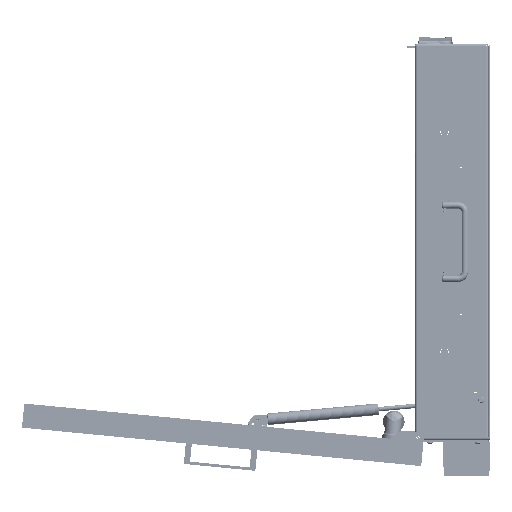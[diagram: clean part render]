
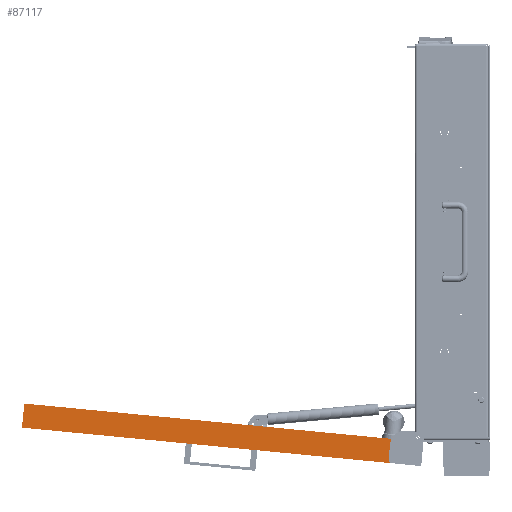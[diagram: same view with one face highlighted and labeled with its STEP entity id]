
A CAD part, left-side view. The second image highlights one B-rep face of the part: STEP entity #87117.
In plain terms, the highlighted planar face has unit normal (-1, 0, 0).
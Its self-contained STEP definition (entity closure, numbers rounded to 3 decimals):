
#2218 = CARTESIAN_POINT ( 'NONE',  ( -327.5, 33., -273. ) ) ;
#2255 = DIRECTION ( 'NONE',  ( 0., 0., -1. ) ) ;
#4820 = CIRCLE ( 'NONE', #25450, 5. ) ;
#4986 = DIRECTION ( 'NONE',  ( 0., 1., 0. ) ) ;
#6065 = ORIENTED_EDGE ( 'NONE', *, *, #68259, .F. ) ;
#7376 = VERTEX_POINT ( 'NONE', #42174 ) ;
#7394 = VECTOR ( 'NONE', #68637, 1000. ) ;
#7656 = DIRECTION ( 'NONE',  ( 0., 0., -1. ) ) ;
#10895 = CARTESIAN_POINT ( 'NONE',  ( -327.5, 33., 273. ) ) ;
#15885 = EDGE_CURVE ( 'NONE', #26519, #30757, #74059, .T. ) ;
#18198 = PLANE ( 'NONE',  #48091 ) ;
#22080 = ORIENTED_EDGE ( 'NONE', *, *, #55324, .F. ) ;
#22773 = VERTEX_POINT ( 'NONE', #43803 ) ;
#24815 = VECTOR ( 'NONE', #86798, 1000. ) ;
#25075 = CARTESIAN_POINT ( 'NONE',  ( -327.5, 0., -273. ) ) ;
#25450 = AXIS2_PLACEMENT_3D ( 'NONE', #78329, #58462, #7656 ) ;
#26519 = VERTEX_POINT ( 'NONE', #73288 ) ;
#27007 = VECTOR ( 'NONE', #4986, 1000. ) ;
#28808 = VERTEX_POINT ( 'NONE', #46818 ) ;
#30757 = VERTEX_POINT ( 'NONE', #34269 ) ;
#34269 = CARTESIAN_POINT ( 'NONE',  ( -327.5, 0., 273. ) ) ;
#38601 = VECTOR ( 'NONE', #45425, 1000. ) ;
#39014 = FACE_OUTER_BOUND ( 'NONE', #56523, .T. ) ;
#41086 = CIRCLE ( 'NONE', #67672, 20. ) ;
#42174 = CARTESIAN_POINT ( 'NONE',  ( -327.5, 28., -228. ) ) ;
#42703 = ORIENTED_EDGE ( 'NONE', *, *, #84244, .T. ) ;
#43354 = LINE ( 'NONE', #2218, #24815 ) ;
#43466 = ORIENTED_EDGE ( 'NONE', *, *, #15885, .T. ) ;
#43803 = CARTESIAN_POINT ( 'NONE',  ( -327.5, 7., -228. ) ) ;
#44045 = EDGE_CURVE ( 'NONE', #90470, #30757, #85578, .T. ) ;
#44297 = DIRECTION ( 'NONE',  ( -1., 0., 0. ) ) ;
#45425 = DIRECTION ( 'NONE',  ( 0., 0., 1. ) ) ;
#46399 = CARTESIAN_POINT ( 'NONE',  ( -327.5, 33., -273. ) ) ;
#46818 = CARTESIAN_POINT ( 'NONE',  ( -327.5, 33., -233. ) ) ;
#47441 = LINE ( 'NONE', #62229, #27007 ) ;
#48091 = AXIS2_PLACEMENT_3D ( 'NONE', #46399, #52883, #74585 ) ;
#52883 = DIRECTION ( 'NONE',  ( 1., 0., 0. ) ) ;
#55324 = EDGE_CURVE ( 'NONE', #28808, #90470, #43354, .T. ) ;
#56523 = EDGE_LOOP ( 'NONE', ( #6065, #65767, #43466, #65358, #22080, #42703 ) ) ;
#58462 = DIRECTION ( 'NONE',  ( 1., 0., 0. ) ) ;
#58621 = CARTESIAN_POINT ( 'NONE',  ( -327.5, 7., -248. ) ) ;
#61264 = CARTESIAN_POINT ( 'NONE',  ( -327.5, 33., 273. ) ) ;
#62229 = CARTESIAN_POINT ( 'NONE',  ( -327.5, 33., -228. ) ) ;
#65358 = ORIENTED_EDGE ( 'NONE', *, *, #44045, .F. ) ;
#65767 = ORIENTED_EDGE ( 'NONE', *, *, #91077, .F. ) ;
#67672 = AXIS2_PLACEMENT_3D ( 'NONE', #58621, #44297, #2255 ) ;
#68259 = EDGE_CURVE ( 'NONE', #22773, #7376, #47441, .T. ) ;
#68637 = DIRECTION ( 'NONE',  ( 0., -1., 0. ) ) ;
#73288 = CARTESIAN_POINT ( 'NONE',  ( -327.5, 0., -229.265 ) ) ;
#74059 = LINE ( 'NONE', #25075, #38601 ) ;
#74585 = DIRECTION ( 'NONE',  ( 0., 0., -1. ) ) ;
#78329 = CARTESIAN_POINT ( 'NONE',  ( -327.5, 28., -233. ) ) ;
#84244 = EDGE_CURVE ( 'NONE', #28808, #7376, #4820, .T. ) ;
#85578 = LINE ( 'NONE', #61264, #7394 ) ;
#86798 = DIRECTION ( 'NONE',  ( 0., 0., 1. ) ) ;
#87117 = ADVANCED_FACE ( 'NONE', ( #39014 ), #18198, .F. ) ;
#90470 = VERTEX_POINT ( 'NONE', #10895 ) ;
#91077 = EDGE_CURVE ( 'NONE', #26519, #22773, #41086, .T. ) ;
